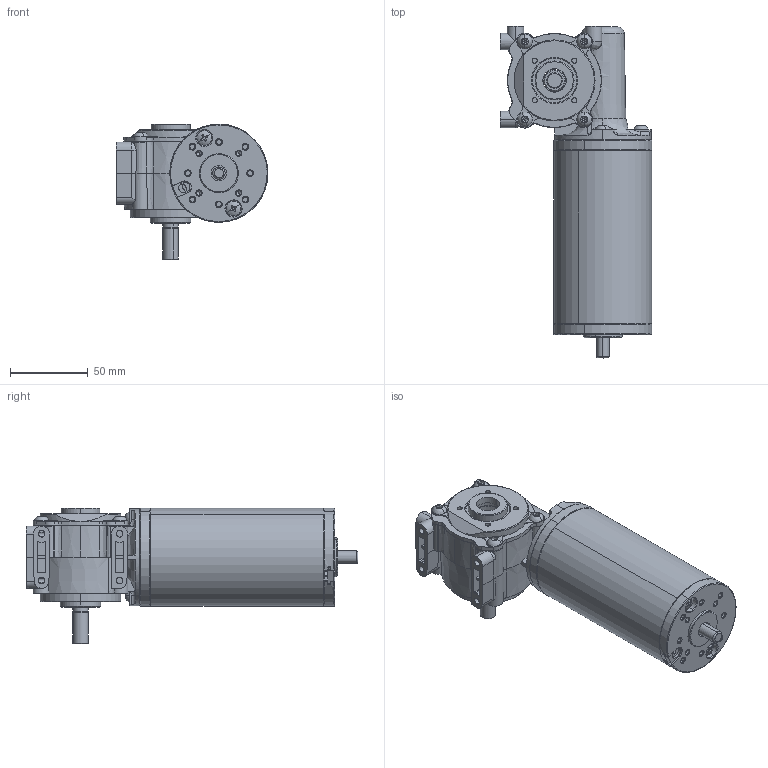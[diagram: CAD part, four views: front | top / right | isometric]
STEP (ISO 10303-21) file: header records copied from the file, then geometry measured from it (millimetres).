
FILE_DESCRIPTION (( 'STEP AP203' ), '1' );
FILE_NAME ('淕儂祥湍晤鎢ん.STEP', '2026-04-03T10:18:52', ( '' ), ( '' ), 'SwSTEP 2.0', 'SolidWorks 2024', '' );
FILE_SCHEMA (( 'CONFIG_CONTROL_DESIGN' ));
Length unit declared in the file: millimetre
Products named in the file (12): ____-3.STEP.STEP; ____.STEP.STEP; 出轴杆; ______.STEP.STEP; 整机不带编码器; ______1.STEP.STEP; 整机不带编码器.STEP; hexagon socket button head screws gb_GB_SOCKET_TYPE7 M5X10-N.STEP.STEP; ____-0.STEP.STEP; ______-2.STEP.STEP; ____-1.STEP.STEP; cross recessed pan head screws gb_GB_CROSS_SCREWS_TYPE1 M5X45-45  H type-N.STEP.STEP
Assembly tree (18 placements, depth 3):
  整机不带编码器
    整机不带编码器.STEP
      ____.STEP.STEP
      ____-0.STEP.STEP
      hexagon socket button head screws gb_GB_SOCKET_TYPE7 M5X10-N.STEP.STEP  x7
      ______.STEP.STEP
      ____-1.STEP.STEP
      ______1.STEP.STEP
      cross recessed pan head screws gb_GB_CROSS_SCREWS_TYPE1 M5X45-45  H type-N.STEP.STEP  x2
      ______-2.STEP.STEP
      ____-3.STEP.STEP
    出轴杆
Bounding box: 97.53 x 213 x 87.13 mm (x, y, z)
Volume: 221613.4 mm3; surface area: 140384.9 mm2
Topology: 16 solids, 18 shells, 1568 faces, 3818 edges, 2341 vertices
Faces by surface type: plane 486, cylinder 448, cone 313, torus 196, bspline 98, sphere 27
Entity records: 50858 total; most frequent: CARTESIAN_POINT 15762, DIRECTION 7390, ORIENTED_EDGE 6966, EDGE_CURVE 3485, AXIS2_PLACEMENT_3D 3100, VERTEX_POINT 2171, CIRCLE 1746, EDGE_LOOP 1569
